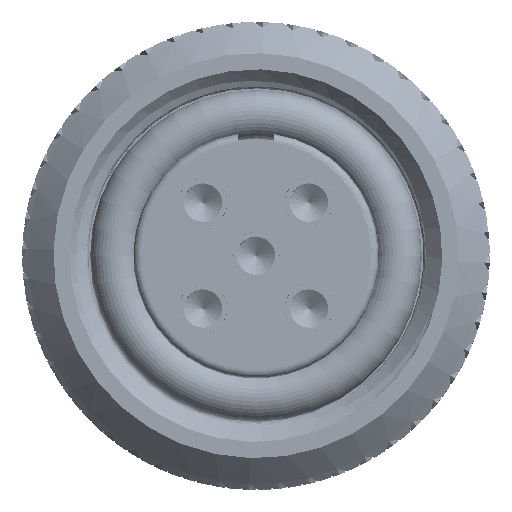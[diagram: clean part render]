
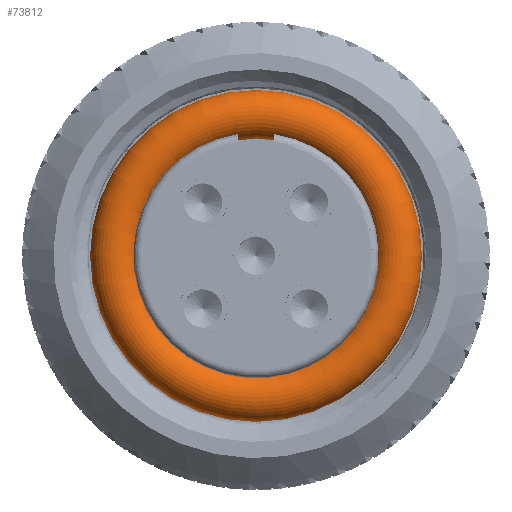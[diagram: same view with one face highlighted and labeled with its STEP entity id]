
A CAD part, top view. The second image highlights one B-rep face of the part: STEP entity #73812.
In plain terms, the highlighted toroidal (fillet/blend) face has major radius 4.616 mm and minor radius 0.794 mm.
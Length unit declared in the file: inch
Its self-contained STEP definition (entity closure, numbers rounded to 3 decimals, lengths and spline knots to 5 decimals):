
#979=TOROIDAL_SURFACE('',#76410,0.18175,0.03125);
#8192=FACE_OUTER_BOUND('',#12825,.T.);
#12825=EDGE_LOOP('',(#58362,#58363,#58364,#58365));
#13960=CIRCLE('',#76411,0.03125);
#13961=CIRCLE('',#76412,0.1505);
#29243=VERTEX_POINT('',#213326);
#39206=EDGE_CURVE('',#29243,#29243,#13960,.T.);
#39207=EDGE_CURVE('',#29243,#29243,#13961,.T.);
#58362=ORIENTED_EDGE('',*,*,#39206,.F.);
#58363=ORIENTED_EDGE('',*,*,#39207,.T.);
#58364=ORIENTED_EDGE('',*,*,#39206,.T.);
#58365=ORIENTED_EDGE('',*,*,#39207,.F.);
#73812=ADVANCED_FACE('',(#8192),#979,.T.);
#76410=AXIS2_PLACEMENT_3D('',#213325,#81902,#81903);
#76411=AXIS2_PLACEMENT_3D('',#213327,#81904,#81905);
#76412=AXIS2_PLACEMENT_3D('',#213328,#81906,#81907);
#81902=DIRECTION('center_axis',(1.,0.,0.));
#81903=DIRECTION('ref_axis',(0.,0.,-1.));
#81904=DIRECTION('center_axis',(0.,-1.,0.));
#81905=DIRECTION('ref_axis',(0.,0.,1.));
#81906=DIRECTION('center_axis',(-1.,0.,0.));
#81907=DIRECTION('ref_axis',(0.,0.,-1.));
#213325=CARTESIAN_POINT('Origin',(0.,0.,0.));
#213326=CARTESIAN_POINT('',(0.,0.,
0.1505));
#213327=CARTESIAN_POINT('Origin',(0.,0.,0.18175));
#213328=CARTESIAN_POINT('Origin',(0.,0.,0.));
